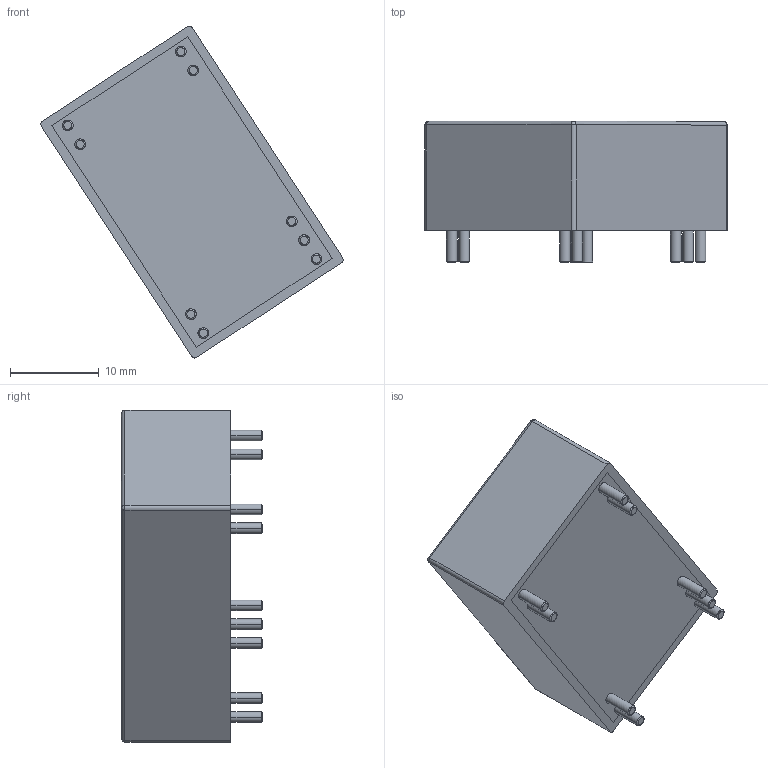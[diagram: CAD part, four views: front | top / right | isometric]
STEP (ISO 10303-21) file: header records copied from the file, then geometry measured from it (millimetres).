
FILE_DESCRIPTION (( 'STEP AP214' ), '1' );
FILE_NAME ('meanwell-ldd-v2-700h.step', '2018-02-11T17:18:18', ( '' ), ( '' ), 'SwSTEP 2.0', 'SolidWorks 2018', '' );
FILE_SCHEMA (( 'AUTOMOTIVE_DESIGN' ));
Length unit declared in the file: millimetre
Products named in the file (4): meanwell-ldd-v2-700h; part1; kaki; tutup-bawah
Assembly tree (11 placements, depth 2):
  meanwell-ldd-v2-700h
    tutup-bawah
    kaki  x9
    part1
Bounding box: 34.08 x 15.91 x 37.42 mm (x, y, z)
Volume: 7971.5 mm3; surface area: 3983.9 mm2
Topology: 11 solids, 11 shells, 1042 faces, 2686 edges, 1778 vertices
Faces by surface type: plane 688, bspline 251, cylinder 81, cone 18, sphere 4
Entity records: 43616 total; most frequent: CARTESIAN_POINT 19499, ORIENTED_EDGE 5204, DIRECTION 3746, EDGE_CURVE 2602, LINE 1968, VECTOR 1968, VERTEX_POINT 1730, EDGE_LOOP 1110
